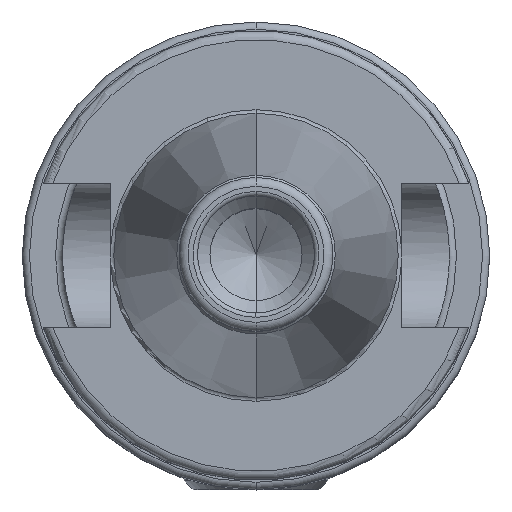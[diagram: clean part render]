
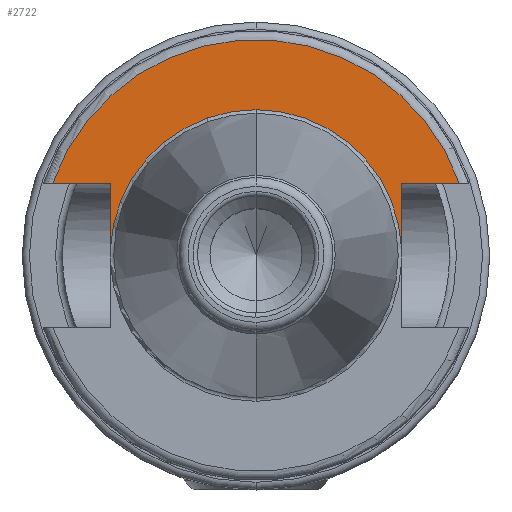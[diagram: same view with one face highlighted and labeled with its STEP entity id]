
A CAD part, top view. The second image highlights one B-rep face of the part: STEP entity #2722.
In plain terms, the highlighted planar face has unit normal (0, 0, 1).
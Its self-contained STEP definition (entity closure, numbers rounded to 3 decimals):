
#356=CARTESIAN_POINT('',(0,0,8));
#357=DIRECTION('',(0,0,-1));
#358=DIRECTION('',(0,1,0));
#359=AXIS2_PLACEMENT_3D('',#356,#357,#358);
#984=CARTESIAN_POINT('',(0,0,8));
#985=DIRECTION('',(0,0,1));
#986=DIRECTION('',(0.942,0.335,0));
#987=AXIS2_PLACEMENT_3D('',#984,#985,#986);
#1034=DIRECTION('',(0,1,0));
#1035=VECTOR('',#1034,7.315);
#1036=CARTESIAN_POINT('',(-16.2,0.735,8));
#1037=LINE('',#1036,#1035);
#1038=DIRECTION('',(1,0,0));
#1039=VECTOR('',#1038,6.41);
#1040=CARTESIAN_POINT('',(-22.61,8.05,8));
#1041=LINE('',#1040,#1039);
#1042=DIRECTION('',(-1,0,0));
#1043=VECTOR('',#1042,6.41);
#1044=CARTESIAN_POINT('',(22.61,8.05,8));
#1045=LINE('',#1044,#1043);
#1046=DIRECTION('',(0,-1,0));
#1047=VECTOR('',#1046,7.315);
#1048=CARTESIAN_POINT('',(16.2,8.05,8));
#1049=LINE('',#1048,#1047);
#1056=CARTESIAN_POINT('',(0,0,8));
#1057=DIRECTION('',(0,0,1));
#1058=DIRECTION('',(0,1,0));
#1059=AXIS2_PLACEMENT_3D('',#1056,#1057,#1058);
#1347=CARTESIAN_POINT('',(0,16.217,8));
#1349=VERTEX_POINT('',#1347);
#1439=CARTESIAN_POINT('',(-16.2,0.735,8));
#1440=CARTESIAN_POINT('',(-16.2,8.05,8));
#1441=VERTEX_POINT('',#1439);
#1442=VERTEX_POINT('',#1440);
#1443=CARTESIAN_POINT('',(-22.61,8.05,8));
#1444=VERTEX_POINT('',#1443);
#1445=CARTESIAN_POINT('',(16.2,8.05,8));
#1446=CARTESIAN_POINT('',(16.2,0.735,8));
#1447=VERTEX_POINT('',#1445);
#1448=VERTEX_POINT('',#1446);
#1455=CARTESIAN_POINT('',(22.61,8.05,8));
#1456=VERTEX_POINT('',#1455);
#2707=CARTESIAN_POINT('',(0,0,8));
#2708=DIRECTION('',(0,0,-1));
#2709=DIRECTION('',(0,-1,0));
#2710=AXIS2_PLACEMENT_3D('',#2707,#2708,#2709);
#2711=PLANE('',#2710);
#2712=ORIENTED_EDGE('',*,*,#2499,.T.);
#2713=ORIENTED_EDGE('',*,*,#2484,.F.);
#2714=ORIENTED_EDGE('',*,*,#2683,.F.);
#2715=ORIENTED_EDGE('',*,*,#2155,.T.);
#2716=ORIENTED_EDGE('',*,*,#2136,.T.);
#2717=ORIENTED_EDGE('',*,*,#2117,.F.);
#2719=ORIENTED_EDGE('',*,*,#2718,.T.);
#2720=EDGE_LOOP('',(#2712,#2713,#2714,#2715,#2716,#2717,#2719));
#2721=FACE_OUTER_BOUND('',#2720,.F.);
#2722=ADVANCED_FACE('',(#2721),#2711,.F.);
#360=CIRCLE('',#359,16.217);
#988=CIRCLE('',#987,24);
#1060=CIRCLE('',#1059,16.217);
#2117=EDGE_CURVE('',#1349,#1448,#360,.T.);
#2136=EDGE_CURVE('',#1447,#1448,#1049,.T.);
#2155=EDGE_CURVE('',#1456,#1447,#1045,.T.);
#2484=EDGE_CURVE('',#1444,#1442,#1041,.T.);
#2499=EDGE_CURVE('',#1441,#1442,#1037,.T.);
#2683=EDGE_CURVE('',#1456,#1444,#988,.T.);
#2718=EDGE_CURVE('',#1349,#1441,#1060,.T.);
